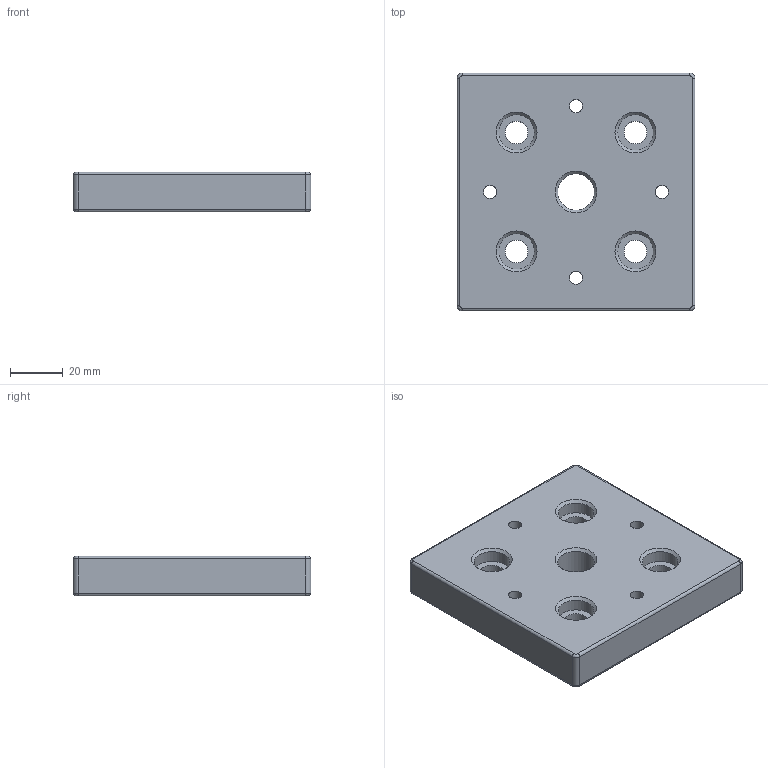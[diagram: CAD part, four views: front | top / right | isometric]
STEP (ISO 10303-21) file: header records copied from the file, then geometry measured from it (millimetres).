
FILE_DESCRIPTION(/* description */ ('PIASTRA FISS. PIEDI M16 90X90'),/* implementation_level */ '2;1');
FILE_NAME(/* name */ 'DPSXX0000556.stp',/* time_stamp */ '2018-11-29T15:19:30+01:00',/* author */ ('fzagni'),/* organization */ (''),/* preprocessor_version */ 'ST-DEVELOPER v16.1',/* originating_system */ 'Autodesk Inventor 2016',/* authorisation */ '');
FILE_SCHEMA (('AUTOMOTIVE_DESIGN { 1 0 10303 214 3 1 1 }'));
Length unit declared in the file: millimetre
Products named in the file (1): DPSXX0000556
Bounding box: 90 x 90 x 15 mm (x, y, z)
Volume: 82800.6 mm3; surface area: 31767.6 mm2
Topology: 1 solids, 1 shells, 132 faces, 350 edges, 228 vertices
Faces by surface type: cylinder 81, plane 38, bspline 8, cone 5
Full cylindrical faces by diameter (mm): 4.917 x4, 8.5 x4, 13.5 x4, 13.835 x1
Entity records: 4118 total; most frequent: DIRECTION 752, CARTESIAN_POINT 747, ORIENTED_EDGE 654, EDGE_CURVE 327, AXIS2_PLACEMENT_3D 300, VERTEX_POINT 223, EDGE_LOOP 176, CIRCLE 175
